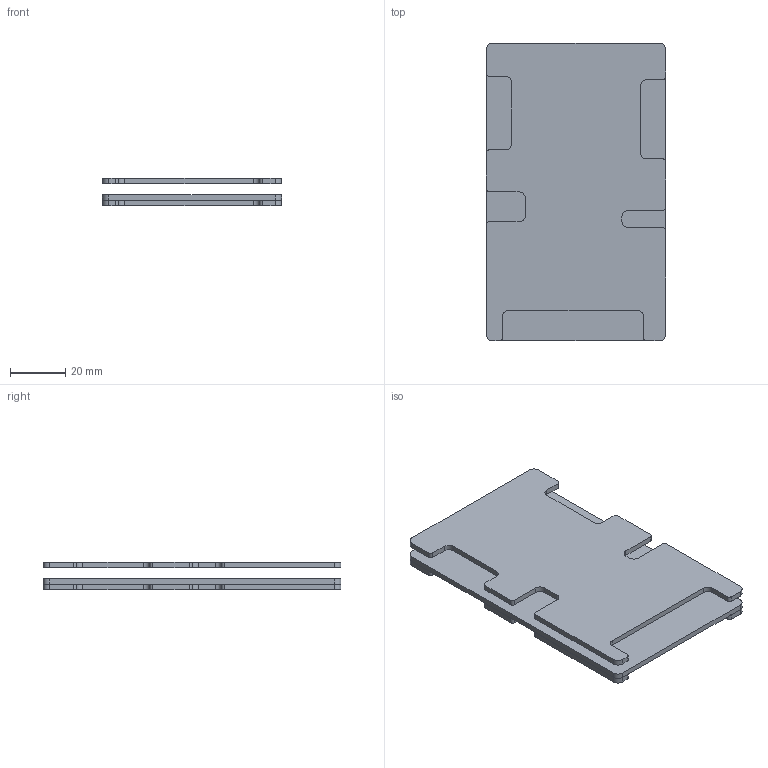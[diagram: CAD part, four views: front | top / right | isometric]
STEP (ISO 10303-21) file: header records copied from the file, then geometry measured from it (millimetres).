
FILE_DESCRIPTION(/* description */ (''),/* implementation_level */ '2;1');
FILE_NAME(/* name */ 'LLT 12S Li-ion 20A BMS v1.step',/* time_stamp */ '2025-12-26T13:45:19+01:00',/* author */ (''),/* organization */ (''),/* preprocessor_version */ 'ST-DEVELOPER v20.1',/* originating_system */ 'Autodesk Translation Framework v14.21.0.0',/* authorisation */ '');
FILE_SCHEMA (('AUTOMOTIVE_DESIGN { 1 0 10303 214 3 1 1 }'));
Length unit declared in the file: millimetre
Products named in the file (2): (Unsaved); BMS
Assembly tree (1 placements, depth 2):
  (Unsaved)
    BMS
Bounding box: 65 x 108 x 10 mm (x, y, z)
Volume: 36835.7 mm3; surface area: 39305.6 mm2
Topology: 3 solids, 3 shells, 110 faces, 312 edges, 208 vertices
Faces by surface type: plane 58, cylinder 52
Entity records: 3665 total; most frequent: DIRECTION 642, CARTESIAN_POINT 633, ORIENTED_EDGE 624, EDGE_CURVE 312, AXIS2_PLACEMENT_3D 217, LINE 208, VECTOR 208, VERTEX_POINT 208
